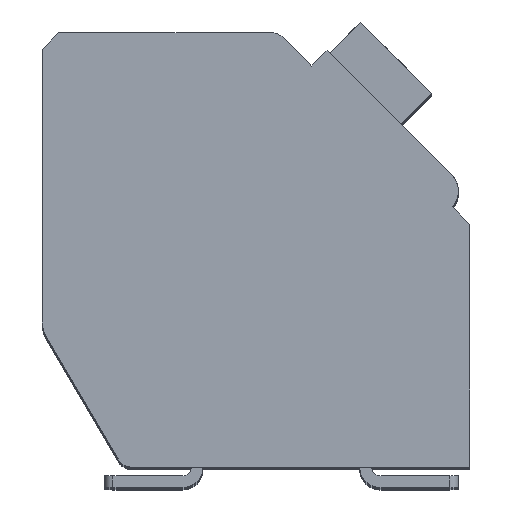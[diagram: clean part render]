
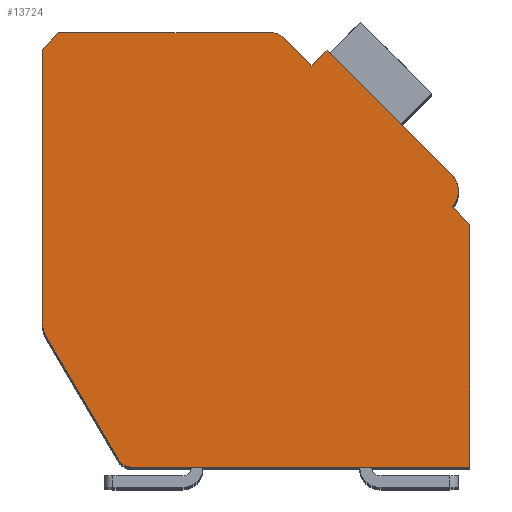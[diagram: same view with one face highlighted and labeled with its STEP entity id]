
A CAD part, top view. The second image highlights one B-rep face of the part: STEP entity #13724.
In plain terms, the highlighted planar face has unit normal (0, 0, 1).
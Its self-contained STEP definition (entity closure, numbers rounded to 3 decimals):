
#294=DIRECTION('',(0.,-1.,0.));
#295=VECTOR('',#294,8.053);
#296=CARTESIAN_POINT('',(-12.7,12.4,2.1));
#297=LINE('',#296,#295);
#298=DIRECTION('',(-0.707,-0.707,0.));
#299=VECTOR('',#298,0.707);
#300=CARTESIAN_POINT('',(-12.2,12.9,2.1));
#301=LINE('',#300,#299);
#302=DIRECTION('',(-1.,0.,0.));
#303=VECTOR('',#302,6.298);
#304=CARTESIAN_POINT('',(-5.902,12.9,2.1));
#305=LINE('',#304,#303);
#306=CARTESIAN_POINT('',(-5.902,12.4,2.1));
#307=DIRECTION('',(0.,0.,1.));
#308=DIRECTION('',(0.707,0.707,0.));
#309=AXIS2_PLACEMENT_3D('',#306,#307,#308);
#311=DIRECTION('',(-0.707,0.707,0.));
#312=VECTOR('',#311,1.197);
#313=CARTESIAN_POINT('',(-4.702,11.907,2.1));
#314=LINE('',#313,#312);
#315=DIRECTION('',(-0.707,-0.707,0.));
#316=VECTOR('',#315,0.65);
#317=CARTESIAN_POINT('',(-4.243,12.367,2.1));
#318=LINE('',#317,#316);
#319=DIRECTION('',(-0.707,0.707,0.));
#320=VECTOR('',#319,5.25);
#321=CARTESIAN_POINT('',(-0.53,8.655,2.1));
#322=LINE('',#321,#320);
#323=CARTESIAN_POINT('',(-0.99,8.195,2.1));
#324=DIRECTION('',(0.,0.,1.));
#325=DIRECTION('',(0.707,-0.707,0.));
#326=AXIS2_PLACEMENT_3D('',#323,#324,#325);
#328=DIRECTION('',(-0.707,0.707,0.));
#329=VECTOR('',#328,0.75);
#330=CARTESIAN_POINT('',(0.,7.205,2.1));
#331=LINE('',#330,#329);
#332=DIRECTION('',(0.,1.,0.));
#333=VECTOR('',#332,7.205);
#334=CARTESIAN_POINT('',(0.,0.,2.1));
#335=LINE('',#334,#333);
#336=DIRECTION('',(1.,0.,0.));
#337=VECTOR('',#336,10.014);
#338=CARTESIAN_POINT('',(-10.014,0.,2.1));
#339=LINE('',#338,#337);
#340=CARTESIAN_POINT('',(-10.014,0.5,2.1));
#341=DIRECTION('',(0.,0.,1.));
#342=DIRECTION('',(-0.862,-0.508,0.));
#343=AXIS2_PLACEMENT_3D('',#340,#341,#342);
#345=DIRECTION('',(0.508,-0.862,0.));
#346=VECTOR('',#345,4.17);
#347=CARTESIAN_POINT('',(-12.562,3.839,2.1));
#348=LINE('',#347,#346);
#349=CARTESIAN_POINT('',(-11.7,4.347,2.1));
#350=DIRECTION('',(0.,0.,1.));
#351=DIRECTION('',(-1.,0.,0.));
#352=AXIS2_PLACEMENT_3D('',#349,#350,#351);
#10325=CARTESIAN_POINT('',(-12.7,12.4,2.1));
#10326=CARTESIAN_POINT('',(-12.7,4.347,2.1));
#10327=VERTEX_POINT('',#10325);
#10328=VERTEX_POINT('',#10326);
#10329=CARTESIAN_POINT('',(-12.562,3.839,2.1));
#10330=VERTEX_POINT('',#10329);
#10331=CARTESIAN_POINT('',(-10.445,0.246,2.1));
#10332=VERTEX_POINT('',#10331);
#10333=CARTESIAN_POINT('',(-10.014,0.,2.1));
#10334=VERTEX_POINT('',#10333);
#10335=CARTESIAN_POINT('',(0.,0.,2.1));
#10336=VERTEX_POINT('',#10335);
#10337=CARTESIAN_POINT('',(0.,7.205,2.1));
#10338=VERTEX_POINT('',#10337);
#10339=CARTESIAN_POINT('',(-0.53,7.735,2.1));
#10340=VERTEX_POINT('',#10339);
#10341=CARTESIAN_POINT('',(-0.53,8.655,2.1));
#10342=VERTEX_POINT('',#10341);
#10343=CARTESIAN_POINT('',(-4.243,12.367,2.1));
#10344=VERTEX_POINT('',#10343);
#10345=CARTESIAN_POINT('',(-4.702,11.907,2.1));
#10346=VERTEX_POINT('',#10345);
#10347=CARTESIAN_POINT('',(-5.548,12.754,2.1));
#10348=VERTEX_POINT('',#10347);
#10349=CARTESIAN_POINT('',(-5.902,12.9,2.1));
#10350=VERTEX_POINT('',#10349);
#10351=CARTESIAN_POINT('',(-12.2,12.9,2.1));
#10352=VERTEX_POINT('',#10351);
#13691=CARTESIAN_POINT('',(0.,0.,2.1));
#13692=DIRECTION('',(0.,0.,1.));
#13693=DIRECTION('',(1.,0.,0.));
#13694=AXIS2_PLACEMENT_3D('',#13691,#13692,#13693);
#13695=PLANE('',#13694);
#13696=ORIENTED_EDGE('',*,*,#13444,.F.);
#13698=ORIENTED_EDGE('',*,*,#13697,.F.);
#13700=ORIENTED_EDGE('',*,*,#13699,.F.);
#13702=ORIENTED_EDGE('',*,*,#13701,.F.);
#13704=ORIENTED_EDGE('',*,*,#13703,.F.);
#13706=ORIENTED_EDGE('',*,*,#13705,.F.);
#13708=ORIENTED_EDGE('',*,*,#13707,.F.);
#13710=ORIENTED_EDGE('',*,*,#13709,.F.);
#13712=ORIENTED_EDGE('',*,*,#13711,.F.);
#13714=ORIENTED_EDGE('',*,*,#13713,.F.);
#13716=ORIENTED_EDGE('',*,*,#13715,.F.);
#13718=ORIENTED_EDGE('',*,*,#13717,.F.);
#13720=ORIENTED_EDGE('',*,*,#13719,.F.);
#13721=ORIENTED_EDGE('',*,*,#13549,.F.);
#13722=EDGE_LOOP('',(#13696,#13698,#13700,#13702,#13704,#13706,#13708,#13710,
#13712,#13714,#13716,#13718,#13720,#13721));
#13723=FACE_OUTER_BOUND('',#13722,.F.);
#310=CIRCLE('',#309,0.5);
#327=CIRCLE('',#326,0.65);
#344=CIRCLE('',#343,0.5);
#353=CIRCLE('',#352,1.);
#13444=EDGE_CURVE('',#10327,#10328,#297,.T.);
#13549=EDGE_CURVE('',#10328,#10330,#353,.T.);
#13697=EDGE_CURVE('',#10352,#10327,#301,.T.);
#13699=EDGE_CURVE('',#10350,#10352,#305,.T.);
#13701=EDGE_CURVE('',#10348,#10350,#310,.T.);
#13703=EDGE_CURVE('',#10346,#10348,#314,.T.);
#13705=EDGE_CURVE('',#10344,#10346,#318,.T.);
#13707=EDGE_CURVE('',#10342,#10344,#322,.T.);
#13709=EDGE_CURVE('',#10340,#10342,#327,.T.);
#13711=EDGE_CURVE('',#10338,#10340,#331,.T.);
#13713=EDGE_CURVE('',#10336,#10338,#335,.T.);
#13715=EDGE_CURVE('',#10334,#10336,#339,.T.);
#13717=EDGE_CURVE('',#10332,#10334,#344,.T.);
#13719=EDGE_CURVE('',#10330,#10332,#348,.T.);
#13724=ADVANCED_FACE('',(#13723),#13695,.T.);
